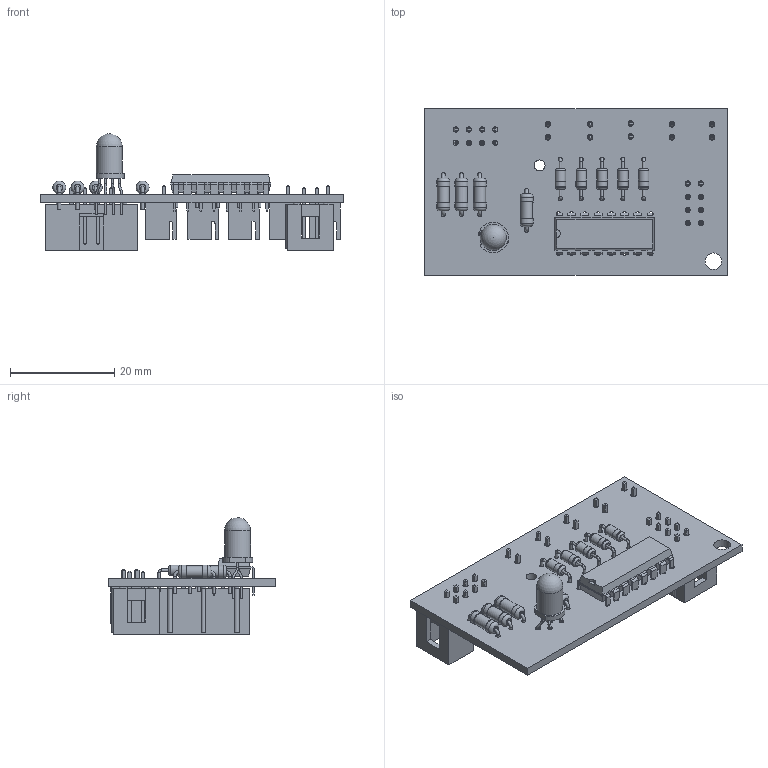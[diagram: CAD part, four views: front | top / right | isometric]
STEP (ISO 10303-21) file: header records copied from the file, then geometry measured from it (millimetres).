
FILE_DESCRIPTION(('KiCad electronic assembly'),'2;1');
FILE_NAME('Isolinear Board PCB.step','2025-05-18T11:43:57',('Pcbnew'),( 'Kicad'),'Open CASCADE STEP processor 7.8','KiCad to STEP converter' ,'Unknown');
FILE_SCHEMA(('AUTOMOTIVE_DESIGN { 1 0 10303 214 1 1 1 1 }'));
Length unit declared in the file: millimetre
Products named in the file (14): Isolinear Board PCB 1; R_Axial_DIN0207_L6.3mm_D2.5mm_P7.62mm_Horizontal; R_Axial_DIN0207_L63mm_D25mm_P762mm_Horizontal; LED_D5.0mm-4_RGB_Staggered_Pins; D_DO-35_SOD27_P7.62mm_Horizontal; DIP-16_W7.62mm; IDC-Header_2x04_P2.54mm_Vertical; IDC_Header_2x04_P254mm_Vertical; JST B2B-XH-A Through-hole shrouded header top entry type; JST-XH-2.5mm rectangle connectors straight v3; Isolinear Board PCB_PCB
Assembly tree (25 placements, depth 3):
  Isolinear Board PCB 1
    R_Axial_DIN0207_L6.3mm_D2.5mm_P7.62mm_Horizontal  x4
      R_Axial_DIN0207_L63mm_D25mm_P762mm_Horizontal
    LED_D5.0mm-4_RGB_Staggered_Pins
      LED_D5.0mm-4_RGB_Staggered_Pins
    D_DO-35_SOD27_P7.62mm_Horizontal  x5
      D_DO-35_SOD27_P7.62mm_Horizontal
    DIP-16_W7.62mm
      DIP-16_W7.62mm
    IDC-Header_2x04_P2.54mm_Vertical  x2
      IDC_Header_2x04_P254mm_Vertical
    JST B2B-XH-A Through-hole shrouded header top entry type  x5
      JST-XH-2.5mm rectangle connectors straight v3
    Isolinear Board PCB_PCB
Bounding box: 58.2 x 32 x 22.4 mm (x, y, z)
Volume: 5541.4 mm3; surface area: 10186.7 mm2
Topology: 24 solids, 24 shells, 1256 faces, 3020 edges, 1897 vertices
Faces by surface type: plane 988, cylinder 189, bspline 42, torus 36, sphere 1
Full cylindrical faces by diameter (mm): 0.5 x15, 0.6 x8, 0.8 x34, 0.9 x4, 1 x28, 1.05 x10, 2 x10, 2.02 x5, 2.1 x1, 2.25 x4, 2.5 x8, 3.2 x1, 5 x1
Entity records: 26412 total; most frequent: CARTESIAN_POINT 5216, ORIENTED_EDGE 3516, DIRECTION 3340, EDGE_CURVE 1758, LINE 1432, VECTOR 1432, VERTEX_POINT 1109, AXIS2_PLACEMENT_3D 954
